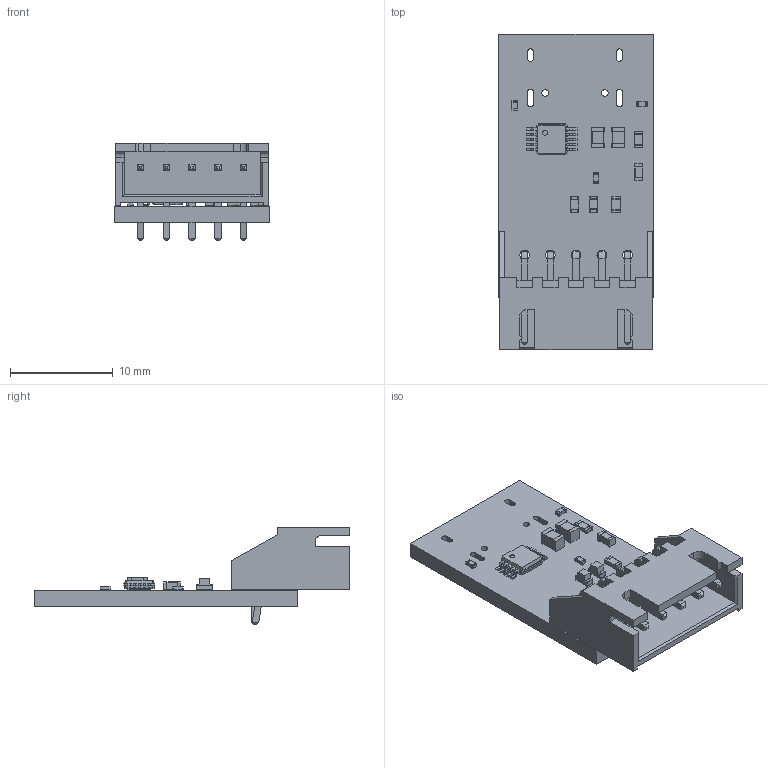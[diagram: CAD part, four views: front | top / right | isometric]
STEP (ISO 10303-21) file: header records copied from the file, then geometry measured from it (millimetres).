
FILE_DESCRIPTION(('KiCad electronic assembly'),'2;1');
FILE_NAME('','2022-09-18T21:49:51',('An Author'),('A Company'), 'Open CASCADE STEP processor 7.5','KiCad to STEP converter','Unknown' );
FILE_SCHEMA(('AUTOMOTIVE_DESIGN { 1 0 10303 214 1 1 1 1 }'));
Length unit declared in the file: millimetre
Products named in the file (18): Open CASCADE STEP translator 7.5 1; MSOP-10_3x3mm_P0.5mm; SOLID; R_0402_1005Metric; R_0603_1608Metric; JST_XH_S5B-XH-A_1x05_P2.50mm_Horizontal; Fuse_0603_1608Metric; LED_0603_1608Metric; C_0805_2012Metric; C_0603_1608Metric; COMPOUND
Assembly tree (21 placements, depth 3):
  Open CASCADE STEP translator 7.5 1
    MSOP-10_3x3mm_P0.5mm
      SOLID
    R_0402_1005Metric  x3
      SOLID
    R_0603_1608Metric
      SOLID
    JST_XH_S5B-XH-A_1x05_P2.50mm_Horizontal
      SOLID
    Fuse_0603_1608Metric
      SOLID
    LED_0603_1608Metric  x2
      SOLID
    C_0805_2012Metric  x2
      SOLID
    C_0603_1608Metric
      SOLID
    COMPOUND
Bounding box: 15 x 30.66 x 9.5 mm (x, y, z)
Volume: 946.6 mm3; surface area: 1949.5 mm2
Topology: 13 solids, 13 shells, 722 faces, 1897 edges, 1220 vertices
Faces by surface type: plane 526, cylinder 162, bspline 34
Full cylindrical faces by diameter (mm): 0.5 x1, 0.65 x2, 0.95 x5
Entity records: 43048 total; most frequent: CARTESIAN_POINT 7408, DIRECTION 5876, LINE 4060, VECTOR 4060, ORIENTED_EDGE 3112, PCURVE 3112, DEFINITIONAL_REPRESENTATION 3112, EDGE_CURVE 1556
